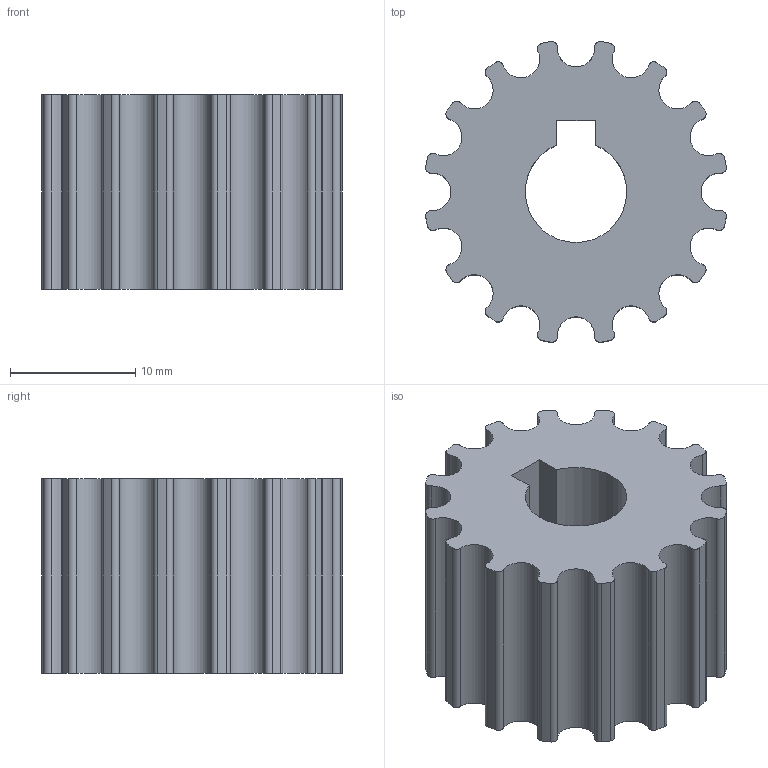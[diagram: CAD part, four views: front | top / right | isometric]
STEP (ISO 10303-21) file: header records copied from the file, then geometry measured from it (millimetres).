
FILE_DESCRIPTION(/* description */ (''),/* implementation_level */ '2;1');
FILE_NAME(/* name */ 'HTD5 HTD5 Pulley.step',/* time_stamp */ '2026-02-07T02:26:14-08:00',/* author */ (''),/* organization */ (''),/* preprocessor_version */ 'ST-DEVELOPER v20.1',/* originating_system */ 'Autodesk Translation Framework v14.24.0.0',/* authorisation */ '');
FILE_SCHEMA (('AUTOMOTIVE_DESIGN { 1 0 10303 214 3 1 1 }'));
Length unit declared in the file: millimetre
Products named in the file (1): 6497K268_High-Strength HTD Timing Belt Pulley
Bounding box: 24.01 x 24.01 x 15.5 mm (x, y, z)
Volume: 4906.5 mm3; surface area: 2894.5 mm2
Topology: 1 solids, 1 shells, 71 faces, 207 edges, 138 vertices
Faces by surface type: cylinder 66, plane 5
Full cylindrical faces by diameter (mm): 2.9 x1
Entity records: 2528 total; most frequent: DIRECTION 481, CARTESIAN_POINT 474, ORIENTED_EDGE 414, EDGE_CURVE 207, AXIS2_PLACEMENT_3D 203, VERTEX_POINT 138, CIRCLE 131, EDGE_LOOP 75
